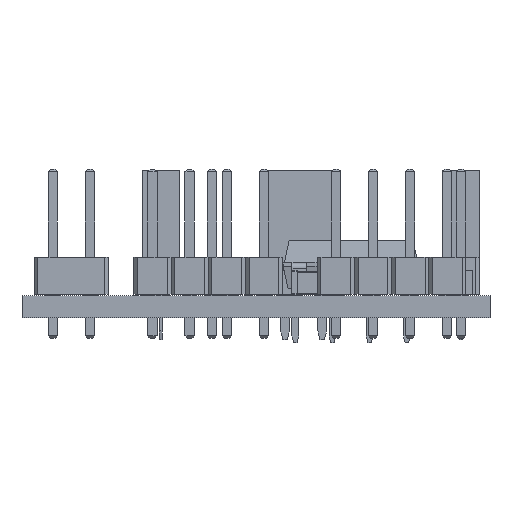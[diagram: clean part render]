
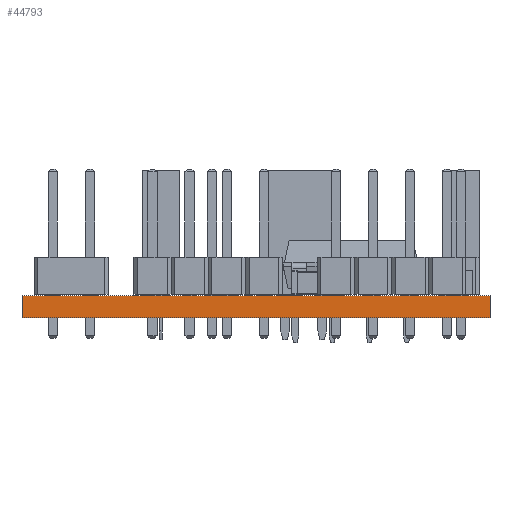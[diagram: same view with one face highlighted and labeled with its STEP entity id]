
A CAD part, front view. The second image highlights one B-rep face of the part: STEP entity #44793.
In plain terms, the highlighted planar face has unit normal (0, -1, 0).
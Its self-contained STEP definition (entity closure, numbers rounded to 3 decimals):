
#44793 = ADVANCED_FACE('',(#44794),#44828,.T.);
#44794 = FACE_BOUND('',#44795,.T.);
#44795 = EDGE_LOOP('',(#44796,#44806,#44814,#44822));
#44796 = ORIENTED_EDGE('',*,*,#44797,.T.);
#44797 = EDGE_CURVE('',#44798,#44800,#44802,.T.);
#44798 = VERTEX_POINT('',#44799);
#44799 = CARTESIAN_POINT('',(65.,-98.,0.));
#44800 = VERTEX_POINT('',#44801);
#44801 = CARTESIAN_POINT('',(65.,-98.,1.51));
#44802 = LINE('',#44803,#44804);
#44803 = CARTESIAN_POINT('',(65.,-98.,0.));
#44804 = VECTOR('',#44805,1.);
#44805 = DIRECTION('',(0.,0.,1.));
#44806 = ORIENTED_EDGE('',*,*,#44807,.T.);
#44807 = EDGE_CURVE('',#44800,#44808,#44810,.T.);
#44808 = VERTEX_POINT('',#44809);
#44809 = CARTESIAN_POINT('',(33.,-98.,1.51));
#44810 = LINE('',#44811,#44812);
#44811 = CARTESIAN_POINT('',(65.,-98.,1.51));
#44812 = VECTOR('',#44813,1.);
#44813 = DIRECTION('',(-1.,0.,0.));
#44814 = ORIENTED_EDGE('',*,*,#44815,.F.);
#44815 = EDGE_CURVE('',#44816,#44808,#44818,.T.);
#44816 = VERTEX_POINT('',#44817);
#44817 = CARTESIAN_POINT('',(33.,-98.,0.));
#44818 = LINE('',#44819,#44820);
#44819 = CARTESIAN_POINT('',(33.,-98.,0.));
#44820 = VECTOR('',#44821,1.);
#44821 = DIRECTION('',(0.,0.,1.));
#44822 = ORIENTED_EDGE('',*,*,#44823,.F.);
#44823 = EDGE_CURVE('',#44798,#44816,#44824,.T.);
#44824 = LINE('',#44825,#44826);
#44825 = CARTESIAN_POINT('',(65.,-98.,0.));
#44826 = VECTOR('',#44827,1.);
#44827 = DIRECTION('',(-1.,0.,0.));
#44828 = PLANE('',#44829);
#44829 = AXIS2_PLACEMENT_3D('',#44830,#44831,#44832);
#44830 = CARTESIAN_POINT('',(65.,-98.,0.));
#44831 = DIRECTION('',(0.,-1.,0.));
#44832 = DIRECTION('',(-1.,0.,0.));
